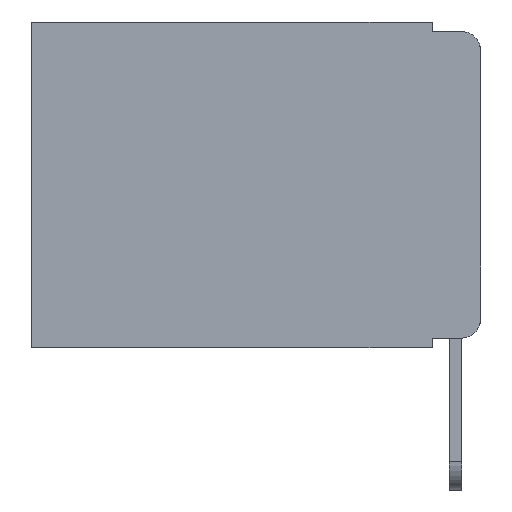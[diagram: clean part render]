
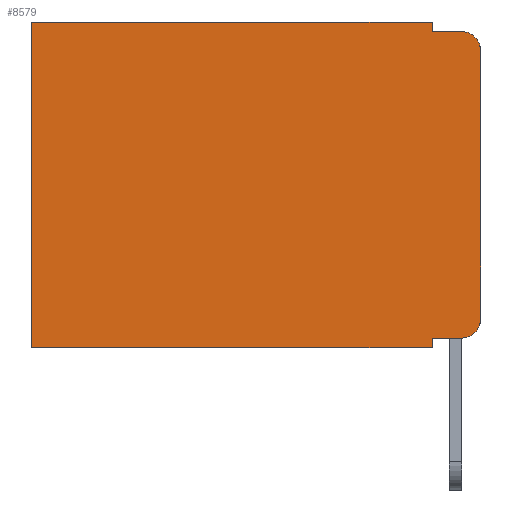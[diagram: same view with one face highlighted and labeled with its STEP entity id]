
A CAD part, left-side view. The second image highlights one B-rep face of the part: STEP entity #8579.
In plain terms, the highlighted planar face has unit normal (-1, 0, 0).
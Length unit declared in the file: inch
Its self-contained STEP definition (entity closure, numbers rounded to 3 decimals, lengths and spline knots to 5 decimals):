
#14 = VERTEX_POINT ( 'NONE', #8193 ) ;
#58 = CARTESIAN_POINT ( 'NONE',  ( 0.298, 0.02, -0.03 ) ) ;
#108 = VERTEX_POINT ( 'NONE', #4546 ) ;
#246 = VERTEX_POINT ( 'NONE', #9963 ) ;
#383 = LINE ( 'NONE', #6555, #9907 ) ;
#544 = CARTESIAN_POINT ( 'NONE',  ( 0.298, 0., -0.343 ) ) ;
#592 = VECTOR ( 'NONE', #6893, 39.37008 ) ;
#722 = DIRECTION ( 'NONE',  ( 0., 1., 0. ) ) ;
#813 = VERTEX_POINT ( 'NONE', #8507 ) ;
#1217 = FACE_OUTER_BOUND ( 'NONE', #8404, .T. ) ;
#1356 = PLANE ( 'NONE',  #10105 ) ;
#1484 = DIRECTION ( 'NONE',  ( 0., 0., -1. ) ) ;
#1574 = LINE ( 'NONE', #7022, #7713 ) ;
#1643 = CARTESIAN_POINT ( 'NONE',  ( 0.298, 0.051, -0.333 ) ) ;
#1840 = VECTOR ( 'NONE', #7968, 39.37008 ) ;
#2134 = LINE ( 'NONE', #1643, #1840 ) ;
#2394 = CIRCLE ( 'NONE', #4893, 0.02 ) ;
#2530 = CIRCLE ( 'NONE', #5277, 0.02 ) ;
#2709 = CARTESIAN_POINT ( 'NONE',  ( 0.298, 0.02, -0.313 ) ) ;
#2828 = VECTOR ( 'NONE', #5271, 39.37008 ) ;
#2959 = DIRECTION ( 'NONE',  ( 0., 0., -1. ) ) ;
#2994 = LINE ( 'NONE', #5070, #592 ) ;
#3068 = ORIENTED_EDGE ( 'NONE', *, *, #5151, .F. ) ;
#3083 = LINE ( 'NONE', #3776, #6973 ) ;
#3432 = LINE ( 'NONE', #544, #7318 ) ;
#3580 = CARTESIAN_POINT ( 'NONE',  ( 0.298, 0., 0. ) ) ;
#3776 = CARTESIAN_POINT ( 'NONE',  ( 0.298, 0.051, -0.01 ) ) ;
#4351 = LINE ( 'NONE', #8717, #8406 ) ;
#4546 = CARTESIAN_POINT ( 'NONE',  ( 0.298, 0.02, -0.333 ) ) ;
#4892 = CARTESIAN_POINT ( 'NONE',  ( 0.298, 0.051, 0. ) ) ;
#4893 = AXIS2_PLACEMENT_3D ( 'NONE', #2709, #8247, #7409 ) ;
#4991 = LINE ( 'NONE', #4892, #2828 ) ;
#5053 = EDGE_CURVE ( 'NONE', #108, #10264, #2394, .T. ) ;
#5070 = CARTESIAN_POINT ( 'NONE',  ( 0.298, 0., 0. ) ) ;
#5072 = EDGE_CURVE ( 'NONE', #7679, #108, #2134, .T. ) ;
#5075 = EDGE_CURVE ( 'NONE', #7679, #14, #4351, .T. ) ;
#5089 = EDGE_CURVE ( 'NONE', #7366, #7162, #1574, .T. ) ;
#5151 = EDGE_CURVE ( 'NONE', #246, #5997, #4991, .T. ) ;
#5153 = EDGE_CURVE ( 'NONE', #5997, #813, #3083, .T. ) ;
#5180 = EDGE_CURVE ( 'NONE', #9516, #813, #2530, .T. ) ;
#5210 = EDGE_CURVE ( 'NONE', #9516, #10264, #383, .T. ) ;
#5271 = DIRECTION ( 'NONE',  ( 0., 0., -1. ) ) ;
#5277 = AXIS2_PLACEMENT_3D ( 'NONE', #58, #9975, #6726 ) ;
#5739 = DIRECTION ( 'NONE',  ( 0., -1., 0. ) ) ;
#5795 = ORIENTED_EDGE ( 'NONE', *, *, #5089, .T. ) ;
#5997 = VERTEX_POINT ( 'NONE', #7401 ) ;
#6070 = EDGE_CURVE ( 'NONE', #14, #7162, #3432, .T. ) ;
#6555 = CARTESIAN_POINT ( 'NONE',  ( 0.298, 0., 0. ) ) ;
#6726 = DIRECTION ( 'NONE',  ( 0., 0., -1. ) ) ;
#6846 = CARTESIAN_POINT ( 'NONE',  ( 0.298, 0., -0.03 ) ) ;
#6854 = ORIENTED_EDGE ( 'NONE', *, *, #6070, .F. ) ;
#6880 = ORIENTED_EDGE ( 'NONE', *, *, #5072, .T. ) ;
#6893 = DIRECTION ( 'NONE',  ( 0., 1., 0. ) ) ;
#6973 = VECTOR ( 'NONE', #5739, 39.37008 ) ;
#7022 = CARTESIAN_POINT ( 'NONE',  ( 0.298, 0.473, 0. ) ) ;
#7162 = VERTEX_POINT ( 'NONE', #7903 ) ;
#7318 = VECTOR ( 'NONE', #722, 39.37008 ) ;
#7319 = ORIENTED_EDGE ( 'NONE', *, *, #5210, .F. ) ;
#7364 = CARTESIAN_POINT ( 'NONE',  ( 0.298, 0.473, 0. ) ) ;
#7366 = VERTEX_POINT ( 'NONE', #7364 ) ;
#7401 = CARTESIAN_POINT ( 'NONE',  ( 0.298, 0.051, -0.01 ) ) ;
#7409 = DIRECTION ( 'NONE',  ( 0., 0., -1. ) ) ;
#7679 = VERTEX_POINT ( 'NONE', #7878 ) ;
#7713 = VECTOR ( 'NONE', #1484, 39.37008 ) ;
#7878 = CARTESIAN_POINT ( 'NONE',  ( 0.298, 0.051, -0.333 ) ) ;
#7903 = CARTESIAN_POINT ( 'NONE',  ( 0.298, 0.473, -0.343 ) ) ;
#7968 = DIRECTION ( 'NONE',  ( 0., -1., 0. ) ) ;
#8193 = CARTESIAN_POINT ( 'NONE',  ( 0.298, 0.051, -0.343 ) ) ;
#8213 = DIRECTION ( 'NONE',  ( 0., 0., -1. ) ) ;
#8247 = DIRECTION ( 'NONE',  ( -1., 0., 0. ) ) ;
#8261 = DIRECTION ( 'NONE',  ( 0., 0., -1. ) ) ;
#8404 = EDGE_LOOP ( 'NONE', ( #7319, #8707, #9721, #3068, #8701, #5795, #6854, #8893, #6880, #9680 ) ) ;
#8406 = VECTOR ( 'NONE', #8261, 39.37008 ) ;
#8507 = CARTESIAN_POINT ( 'NONE',  ( 0.298, 0.02, -0.01 ) ) ;
#8579 = ADVANCED_FACE ( 'NONE', ( #1217 ), #1356, .F. ) ;
#8701 = ORIENTED_EDGE ( 'NONE', *, *, #9075, .T. ) ;
#8707 = ORIENTED_EDGE ( 'NONE', *, *, #5180, .T. ) ;
#8717 = CARTESIAN_POINT ( 'NONE',  ( 0.298, 0.051, 0. ) ) ;
#8893 = ORIENTED_EDGE ( 'NONE', *, *, #5075, .F. ) ;
#8949 = CARTESIAN_POINT ( 'NONE',  ( 0.298, 0., -0.313 ) ) ;
#9075 = EDGE_CURVE ( 'NONE', #246, #7366, #2994, .T. ) ;
#9516 = VERTEX_POINT ( 'NONE', #6846 ) ;
#9680 = ORIENTED_EDGE ( 'NONE', *, *, #5053, .T. ) ;
#9721 = ORIENTED_EDGE ( 'NONE', *, *, #5153, .F. ) ;
#9907 = VECTOR ( 'NONE', #2959, 39.37008 ) ;
#9963 = CARTESIAN_POINT ( 'NONE',  ( 0.298, 0.051, 0. ) ) ;
#9975 = DIRECTION ( 'NONE',  ( -1., 0., 0. ) ) ;
#10105 = AXIS2_PLACEMENT_3D ( 'NONE', #3580, #10280, #8213 ) ;
#10264 = VERTEX_POINT ( 'NONE', #8949 ) ;
#10280 = DIRECTION ( 'NONE',  ( 1., 0., 0. ) ) ;
